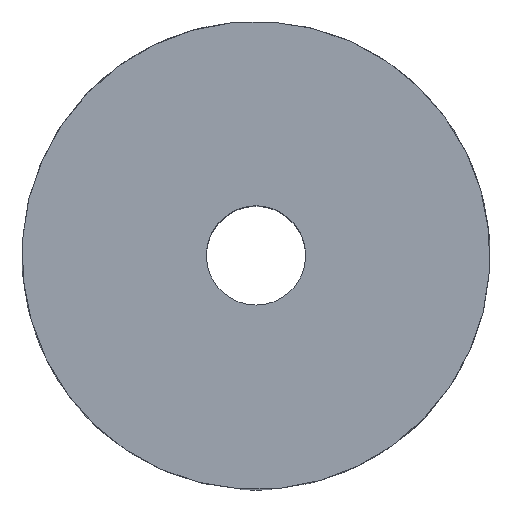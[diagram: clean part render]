
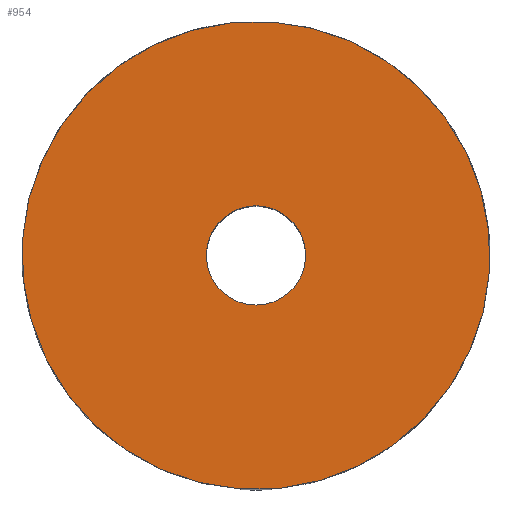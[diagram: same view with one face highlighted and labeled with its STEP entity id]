
A CAD part, top view. The second image highlights one B-rep face of the part: STEP entity #954.
In plain terms, the highlighted planar face has unit normal (0, 0, 1).
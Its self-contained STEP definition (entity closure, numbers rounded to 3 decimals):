
#35=FACE_BOUND('',#173,.T.);
#93=PLANE('',#1040);
#120=FACE_OUTER_BOUND('',#172,.T.);
#172=EDGE_LOOP('',(#688));
#173=EDGE_LOOP('',(#689));
#349=CIRCLE('',#1013,1.05);
#368=CIRCLE('',#1041,4.95);
#385=VERTEX_POINT('',#1304);
#436=VERTEX_POINT('',#1534);
#485=EDGE_CURVE('',#385,#385,#349,.T.);
#537=EDGE_CURVE('',#436,#436,#368,.F.);
#688=ORIENTED_EDGE('',*,*,#537,.T.);
#689=ORIENTED_EDGE('',*,*,#485,.T.);
#954=ADVANCED_FACE('',(#120,#35),#93,.T.);
#1013=AXIS2_PLACEMENT_3D('',#1305,#1091,#1092);
#1040=AXIS2_PLACEMENT_3D('',#1533,#1162,#1163);
#1041=AXIS2_PLACEMENT_3D('',#1535,#1164,#1165);
#1091=DIRECTION('center_axis',(0.,0.,-1.));
#1092=DIRECTION('ref_axis',(1.,0.,0.));
#1162=DIRECTION('center_axis',(0.,0.,1.));
#1163=DIRECTION('ref_axis',(1.,0.,0.));
#1164=DIRECTION('center_axis',(0.,0.,-1.));
#1165=DIRECTION('ref_axis',(-0.998,0.07,0.));
#1304=CARTESIAN_POINT('',(-1.05,0.,7.));
#1305=CARTESIAN_POINT('Origin',(0.,0.,7.));
#1533=CARTESIAN_POINT('Origin',(0.,0.,7.));
#1534=CARTESIAN_POINT('',(4.938,-0.346,7.));
#1535=CARTESIAN_POINT('Origin',(0.,0.,7.));
